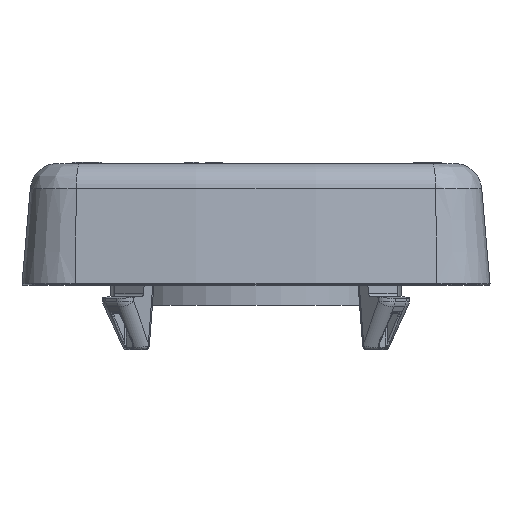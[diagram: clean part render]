
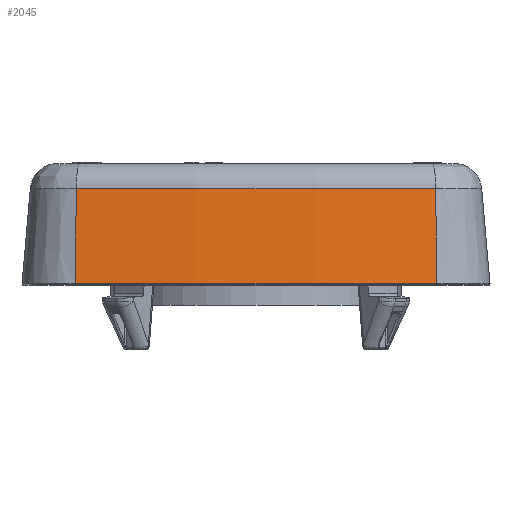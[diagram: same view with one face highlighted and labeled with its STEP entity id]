
A CAD part, left-side view. The second image highlights one B-rep face of the part: STEP entity #2045.
In plain terms, the highlighted conical face has half-angle 5 degrees and reference radius 182.518 mm.
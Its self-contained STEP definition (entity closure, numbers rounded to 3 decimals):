
#329=CONICAL_SURFACE('',#26516,182.518,5.);
#2045=ADVANCED_FACE('',(#3570),#329,.T.);
#3570=FACE_OUTER_BOUND('',#4999,.T.);
#4999=EDGE_LOOP('',(#13069,#13070,#13071,#13072));
#6481=LINE('',#40024,#9182);
#6482=LINE('',#40025,#9183);
#9182=VECTOR('',#29583,1.);
#9183=VECTOR('',#29584,1.);
#13069=ORIENTED_EDGE('',*,*,#22169,.F.);
#13070=ORIENTED_EDGE('',*,*,#22170,.F.);
#13071=ORIENTED_EDGE('',*,*,#22153,.T.);
#13072=ORIENTED_EDGE('',*,*,#22171,.F.);
#19493=VERTEX_POINT('',#39990);
#19494=VERTEX_POINT('',#39991);
#19501=VERTEX_POINT('',#40022);
#19502=VERTEX_POINT('',#40023);
#22153=EDGE_CURVE('',#19493,#19494,#25396,.T.);
#22169=EDGE_CURVE('',#19501,#19502,#25410,.T.);
#22170=EDGE_CURVE('',#19493,#19501,#6481,.T.);
#22171=EDGE_CURVE('',#19502,#19494,#6482,.T.);
#25396=CIRCLE('',#26493,183.033);
#25410=CIRCLE('',#26515,182.003);
#26493=AXIS2_PLACEMENT_3D('',#39989,#29535,#29536);
#26515=AXIS2_PLACEMENT_3D('',#40021,#29581,#29582);
#26516=AXIS2_PLACEMENT_3D('',#40026,#29585,#29586);
#29535=DIRECTION('',(0.,0.,1.));
#29536=DIRECTION('',(-0.992,-0.123,0.));
#29581=DIRECTION('',(0.,0.,1.));
#29582=DIRECTION('',(-0.992,0.123,0.));
#29583=DIRECTION('',(0.086,-0.011,0.996));
#29584=DIRECTION('',(-0.086,-0.011,-0.996));
#29585=DIRECTION('',(0.,0.,-1.));
#29586=DIRECTION('',(1.,0.,0.));
#39989=CARTESIAN_POINT('',(108.25,0.,-0.383));
#39990=CARTESIAN_POINT('',(-73.405,22.423,-0.383));
#39991=CARTESIAN_POINT('',(-73.405,-22.423,-0.383));
#40021=CARTESIAN_POINT('',(108.25,0.,11.396));
#40022=CARTESIAN_POINT('',(-72.382,22.297,11.396));
#40023=CARTESIAN_POINT('',(-72.382,-22.297,11.396));
#40024=CARTESIAN_POINT('',(-72.382,22.297,11.396));
#40025=CARTESIAN_POINT('',(-72.382,-22.297,11.396));
#40026=CARTESIAN_POINT('',(108.25,0.,5.507));
